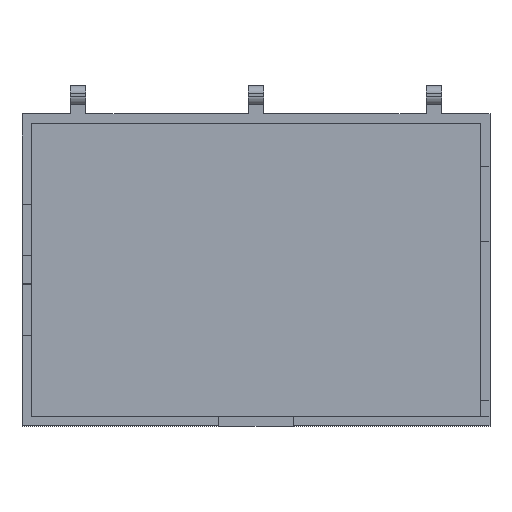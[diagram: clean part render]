
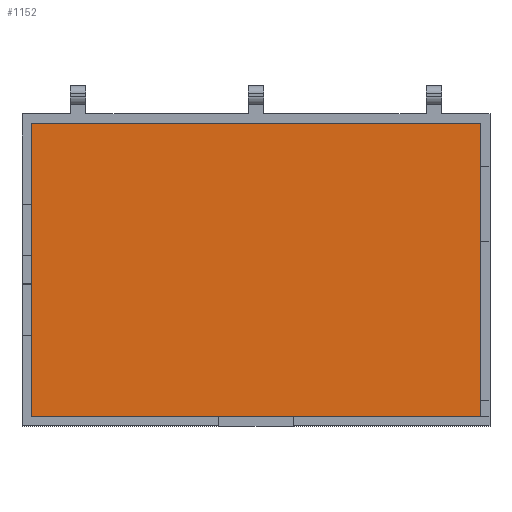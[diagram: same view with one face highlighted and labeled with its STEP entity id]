
A CAD part, top view. The second image highlights one B-rep face of the part: STEP entity #1152.
In plain terms, the highlighted planar face has unit normal (0, 0, 1).
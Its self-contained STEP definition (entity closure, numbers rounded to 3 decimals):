
#60=FACE_OUTER_BOUND('',#119,.T.);
#119=EDGE_LOOP('',(#792,#793,#794,#795));
#210=LINE('',#1683,#357);
#211=LINE('',#1685,#358);
#212=LINE('',#1687,#359);
#213=LINE('',#1688,#360);
#357=VECTOR('',#1344,10.);
#358=VECTOR('',#1345,10.);
#359=VECTOR('',#1346,10.);
#360=VECTOR('',#1347,10.);
#502=VERTEX_POINT('',#1681);
#503=VERTEX_POINT('',#1682);
#504=VERTEX_POINT('',#1684);
#505=VERTEX_POINT('',#1686);
#618=EDGE_CURVE('',#502,#503,#210,.T.);
#619=EDGE_CURVE('',#504,#502,#211,.T.);
#620=EDGE_CURVE('',#505,#504,#212,.T.);
#621=EDGE_CURVE('',#503,#505,#213,.T.);
#792=ORIENTED_EDGE('',*,*,#618,.F.);
#793=ORIENTED_EDGE('',*,*,#619,.F.);
#794=ORIENTED_EDGE('',*,*,#620,.F.);
#795=ORIENTED_EDGE('',*,*,#621,.F.);
#1105=PLANE('',#1225);
#1152=ADVANCED_FACE('',(#60),#1105,.T.);
#1225=AXIS2_PLACEMENT_3D('',#1680,#1342,#1343);
#1342=DIRECTION('center_axis',(0.,0.,1.));
#1343=DIRECTION('ref_axis',(1.,0.,0.));
#1344=DIRECTION('',(-1.,0.,0.));
#1345=DIRECTION('',(0.,-1.,0.));
#1346=DIRECTION('',(1.,0.,0.));
#1347=DIRECTION('',(0.,1.,0.));
#1680=CARTESIAN_POINT('Origin',(75.,50.,43.));
#1681=CARTESIAN_POINT('',(147.,3.,43.));
#1682=CARTESIAN_POINT('',(3.,3.,43.));
#1683=CARTESIAN_POINT('',(111.,3.,43.));
#1684=CARTESIAN_POINT('',(147.,97.,43.));
#1685=CARTESIAN_POINT('',(147.,73.5,43.));
#1686=CARTESIAN_POINT('',(3.,97.,43.));
#1687=CARTESIAN_POINT('',(39.,97.,43.));
#1688=CARTESIAN_POINT('',(3.,26.5,43.));
